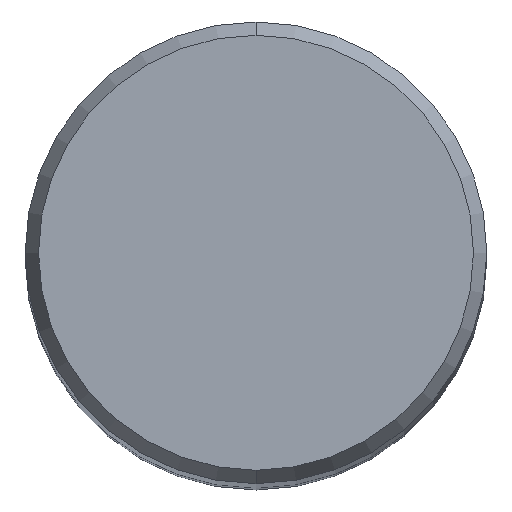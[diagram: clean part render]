
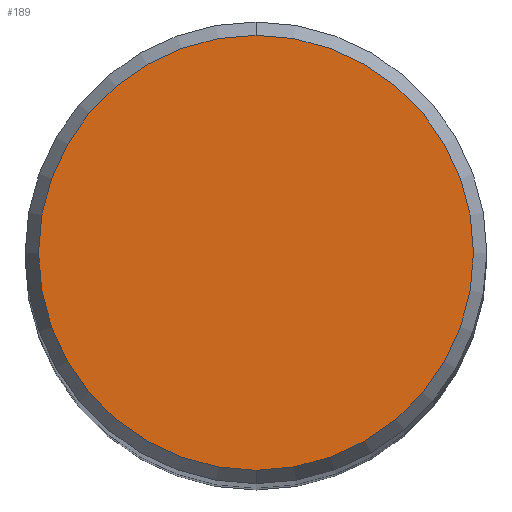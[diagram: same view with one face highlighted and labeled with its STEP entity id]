
A CAD part, top view. The second image highlights one B-rep face of the part: STEP entity #189.
In plain terms, the highlighted planar face has unit normal (0, 0, 1).
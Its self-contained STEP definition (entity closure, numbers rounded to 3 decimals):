
#173=EDGE_CURVE('',#207,#215,#442,.T.);
#189=ADVANCED_FACE('',(#459),#460,.T.);
#207=VERTEX_POINT('',#482);
#215=VERTEX_POINT('',#490);
#347=EDGE_CURVE('',#215,#207,#633,.T.);
#442=CIRCLE('',#751,3.74);
#459=FACE_OUTER_BOUND('',#823,.T.);
#460=PLANE('',#824);
#482=CARTESIAN_POINT('',(0.,-3.74,0.0));
#490=CARTESIAN_POINT('',(0.0,3.74,0.0));
#633=CIRCLE('',#1148,3.74);
#751=AXIS2_PLACEMENT_3D('',#1312,#1313,#1314);
#823=EDGE_LOOP('',(#1328,#1329));
#824=AXIS2_PLACEMENT_3D('',#1330,#1331,#1332);
#1148=AXIS2_PLACEMENT_3D('',#1517,#1518,#1519);
#1312=CARTESIAN_POINT('',(0.0,0.0,0.0));
#1313=DIRECTION('',(0.0,0.0,-1.0));
#1314=DIRECTION('',(0.0,1.0,0.0));
#1328=ORIENTED_EDGE('',*,*,#347,.F.);
#1329=ORIENTED_EDGE('',*,*,#173,.F.);
#1330=CARTESIAN_POINT('',(0.0,1.87,0.0));
#1331=DIRECTION('',(-0.0,0.0,1.0));
#1332=DIRECTION('',(0.0,-1.0,0.0));
#1517=CARTESIAN_POINT('',(0.0,0.0,0.0));
#1518=DIRECTION('',(0.0,0.0,-1.0));
#1519=DIRECTION('',(0.0,1.0,0.0));
